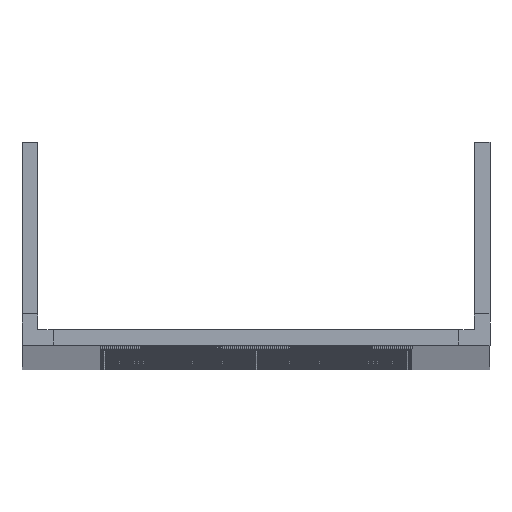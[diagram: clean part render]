
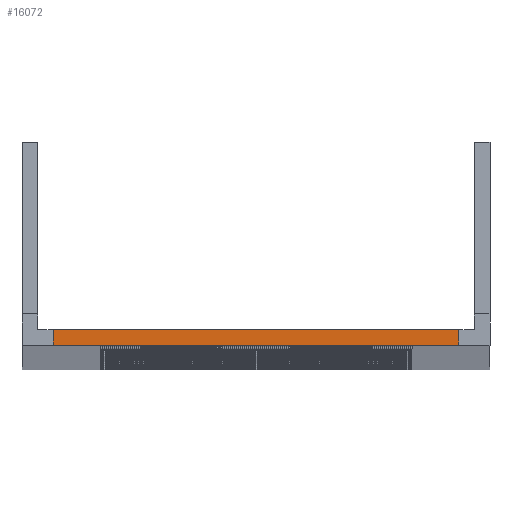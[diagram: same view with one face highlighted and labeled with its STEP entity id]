
A CAD part, top view. The second image highlights one B-rep face of the part: STEP entity #16072.
In plain terms, the highlighted planar face has unit normal (0, 0, 1).
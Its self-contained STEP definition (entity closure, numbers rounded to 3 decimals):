
#1207=FACE_OUTER_BOUND('',#2065,.T.);
#2065=EDGE_LOOP('',(#12030,#12031,#12032,#12033));
#2985=LINE('',#23325,#4665);
#2996=LINE('',#23346,#4676);
#3385=LINE('',#24794,#5065);
#3742=LINE('',#26177,#5422);
#4665=VECTOR('',#18639,10.);
#4676=VECTOR('',#18652,10.);
#5065=VECTOR('',#19745,10.);
#5422=VECTOR('',#20794,10.);
#6266=VERTEX_POINT('',#23321);
#6268=VERTEX_POINT('',#23324);
#6277=VERTEX_POINT('',#23344);
#6984=VERTEX_POINT('',#24793);
#7913=EDGE_CURVE('',#6268,#6266,#2985,.T.);
#7924=EDGE_CURVE('',#6266,#6277,#2996,.T.);
#8649=EDGE_CURVE('',#6268,#6984,#3385,.T.);
#9342=EDGE_CURVE('',#6277,#6984,#3742,.T.);
#12030=ORIENTED_EDGE('',*,*,#7913,.T.);
#12031=ORIENTED_EDGE('',*,*,#7924,.T.);
#12032=ORIENTED_EDGE('',*,*,#9342,.T.);
#12033=ORIENTED_EDGE('',*,*,#8649,.F.);
#14835=PLANE('',#17553);
#16072=ADVANCED_FACE('',(#1207),#14835,.T.);
#17553=AXIS2_PLACEMENT_3D('',#26186,#20806,#20807);
#18639=DIRECTION('',(0.,1.,0.));
#18652=DIRECTION('',(-1.,0.,0.));
#19745=DIRECTION('',(-1.,0.,0.));
#20794=DIRECTION('',(0.,-1.,0.));
#20806=DIRECTION('center_axis',(0.,0.,1.));
#20807=DIRECTION('ref_axis',(1.,0.,0.));
#23321=CARTESIAN_POINT('',(-4.,2.,0.));
#23324=CARTESIAN_POINT('',(-4.,0.,0.));
#23325=CARTESIAN_POINT('',(-4.,1.,0.));
#23344=CARTESIAN_POINT('',(-56.,2.,0.));
#23346=CARTESIAN_POINT('',(0.,2.,0.));
#24793=CARTESIAN_POINT('',(-56.,0.,0.));
#24794=CARTESIAN_POINT('',(0.,0.,0.));
#26177=CARTESIAN_POINT('',(-56.,1.,0.));
#26186=CARTESIAN_POINT('Origin',(-2.,4.,0.));
